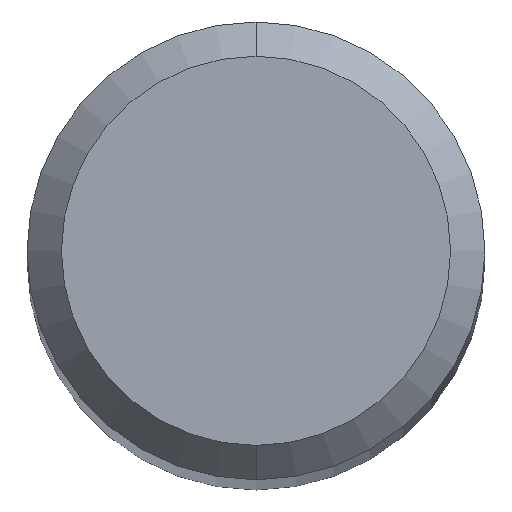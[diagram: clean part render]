
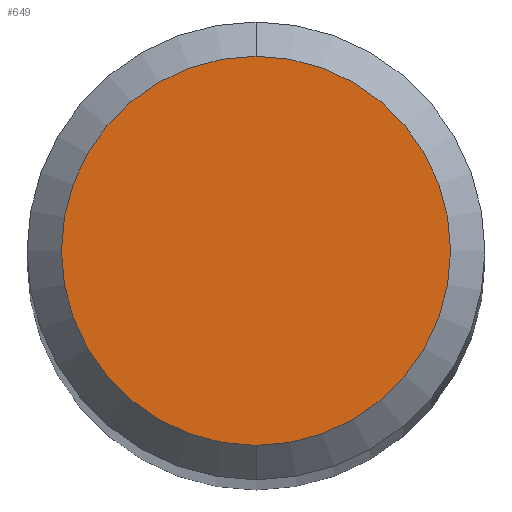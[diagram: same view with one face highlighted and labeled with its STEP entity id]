
A CAD part, top view. The second image highlights one B-rep face of the part: STEP entity #649.
In plain terms, the highlighted planar face has unit normal (0, 0, 1).
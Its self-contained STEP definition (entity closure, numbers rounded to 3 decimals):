
#563=VERTEX_POINT('',#1324);
#649=ADVANCED_FACE('',(#1418),#1419,.T.);
#717=EDGE_CURVE('',#563,#829,#1495,.T.);
#797=EDGE_CURVE('',#829,#563,#1582,.T.);
#829=VERTEX_POINT('',#1614);
#1324=CARTESIAN_POINT('',(0.0,1.7,0.0));
#1418=FACE_OUTER_BOUND('',#3289,.T.);
#1419=PLANE('',#3290);
#1495=CIRCLE('',#3635,1.7);
#1582=CIRCLE('',#3918,1.7);
#1614=CARTESIAN_POINT('',(0.,-1.7,0.0));
#3289=EDGE_LOOP('',(#5555,#5556));
#3290=AXIS2_PLACEMENT_3D('',#5557,#5558,#5559);
#3635=AXIS2_PLACEMENT_3D('',#5645,#5646,#5647);
#3918=AXIS2_PLACEMENT_3D('',#5746,#5747,#5748);
#5555=ORIENTED_EDGE('',*,*,#717,.F.);
#5556=ORIENTED_EDGE('',*,*,#797,.F.);
#5557=CARTESIAN_POINT('',(0.0,0.85,0.0));
#5558=DIRECTION('',(-0.0,0.0,1.0));
#5559=DIRECTION('',(0.0,-1.0,0.0));
#5645=CARTESIAN_POINT('',(0.0,0.0,0.0));
#5646=DIRECTION('',(0.0,0.0,-1.0));
#5647=DIRECTION('',(0.0,1.0,0.0));
#5746=CARTESIAN_POINT('',(0.0,0.0,0.0));
#5747=DIRECTION('',(0.0,0.0,-1.0));
#5748=DIRECTION('',(0.0,1.0,0.0));
